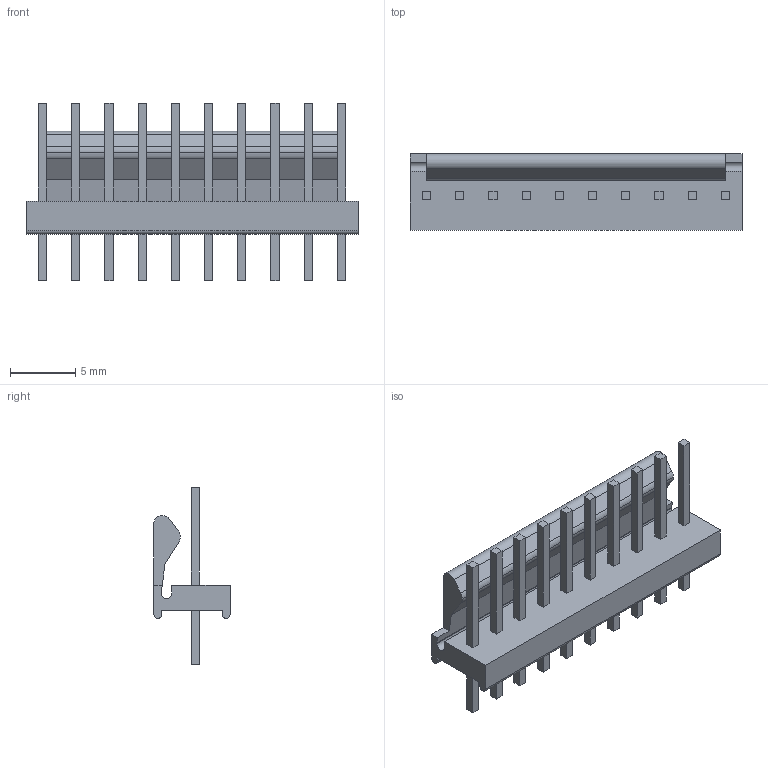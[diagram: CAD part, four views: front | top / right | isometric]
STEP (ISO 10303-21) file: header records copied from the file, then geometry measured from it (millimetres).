
FILE_DESCRIPTION(('STEP AP242'),'1');
FILE_NAME('4-641126-0.stp','2023-11-15T14:08:46',('TraceParts'),('TraceParts S.A.'),'Spatial InterOp 3D',' ',' ');
FILE_SCHEMA(('AP242_MANAGED_MODEL_BASED_3D_ENGINEERING_MIM_LF {1 0 10303 442 1 1 4}'));
Length unit declared in the file: millimetre
Products named in the file (1): 4-641126-0
Bounding box: 25.4 x 5.84 x 13.59 mm (x, y, z)
Volume: 485.2 mm3; surface area: 1081.7 mm2
Topology: 1 solids, 1 shells, 123 faces, 303 edges, 202 vertices
Faces by surface type: plane 116, cylinder 7
Entity records: 3586 total; most frequent: CARTESIAN_POINT 629, ORIENTED_EDGE 606, DIRECTION 565, EDGE_CURVE 303, LINE 289, VECTOR 289, VERTEX_POINT 202, EDGE_LOOP 143
